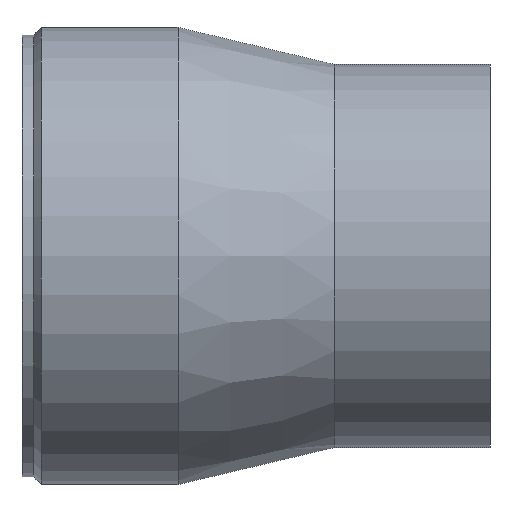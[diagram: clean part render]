
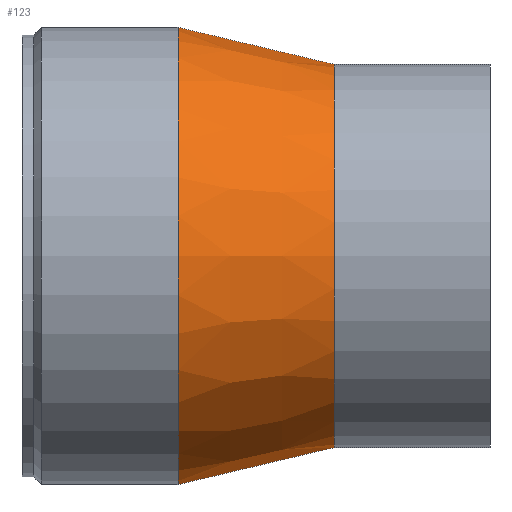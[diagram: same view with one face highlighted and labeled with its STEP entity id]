
A CAD part, top view. The second image highlights one B-rep face of the part: STEP entity #123.
In plain terms, the highlighted conical face has half-angle 13.344 degrees and reference radius 28.95 mm.
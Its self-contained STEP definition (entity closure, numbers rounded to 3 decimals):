
#123 = ADVANCED_FACE( '', ( #328 ), #329, .T. );
#165 = VERTEX_POINT( '', #379 );
#169 = VERTEX_POINT( '', #383 );
#179 = VERTEX_POINT( '', #395 );
#181 = VERTEX_POINT( '', #397 );
#197 = EDGE_CURVE( '', #169, #165, #414, .T. );
#245 = EDGE_CURVE( '', #165, #181, #467, .T. );
#267 = EDGE_CURVE( '', #179, #181, #492, .T. );
#273 = EDGE_CURVE( '', #179, #169, #498, .T. );
#328 = FACE_OUTER_BOUND( '', #548, .T. );
#329 = CONICAL_SURFACE( '', #549, 28.95, 0.233 );
#379 = CARTESIAN_POINT( '', ( 0., 26.4, 0. ) );
#383 = CARTESIAN_POINT( '', ( 0., -26.4, 0. ) );
#395 = CARTESIAN_POINT( '', ( -21.5, -31.5, 0. ) );
#397 = CARTESIAN_POINT( '', ( -21.5, 31.5, 0. ) );
#414 = CIRCLE( '', #658, 26.4 );
#467 = LINE( '', #728, #729 );
#492 = CIRCLE( '', #759, 31.5 );
#498 = LINE( '', #767, #768 );
#548 = EDGE_LOOP( '', ( #828, #829, #830, #831 ) );
#549 = AXIS2_PLACEMENT_3D( '', #832, #833, #834 );
#658 = AXIS2_PLACEMENT_3D( '', #941, #942, #943 );
#728 = CARTESIAN_POINT( '', ( -10.75, 28.95, 0. ) );
#729 = VECTOR( '', #1007, 1. );
#759 = AXIS2_PLACEMENT_3D( '', #1043, #1044, #1045 );
#767 = CARTESIAN_POINT( '', ( -10.75, -28.95, 0. ) );
#768 = VECTOR( '', #1049, 1. );
#828 = ORIENTED_EDGE( '', *, *, #245, .T. );
#829 = ORIENTED_EDGE( '', *, *, #267, .F. );
#830 = ORIENTED_EDGE( '', *, *, #273, .T. );
#831 = ORIENTED_EDGE( '', *, *, #197, .T. );
#832 = CARTESIAN_POINT( '', ( -10.75, 0., 0. ) );
#833 = DIRECTION( '', ( -1., 0., 0. ) );
#834 = DIRECTION( '', ( 0., 1., 0. ) );
#941 = CARTESIAN_POINT( '', ( 0., 0., 0. ) );
#942 = DIRECTION( '', ( -1., 0., 0. ) );
#943 = DIRECTION( '', ( 0., 1., 0. ) );
#1007 = DIRECTION( '', ( -0.973, 0.231, 0. ) );
#1043 = CARTESIAN_POINT( '', ( -21.5, 0., 0. ) );
#1044 = DIRECTION( '', ( -1., 0., 0. ) );
#1045 = DIRECTION( '', ( 0., 1., 0. ) );
#1049 = DIRECTION( '', ( 0.973, 0.231, 0. ) );
